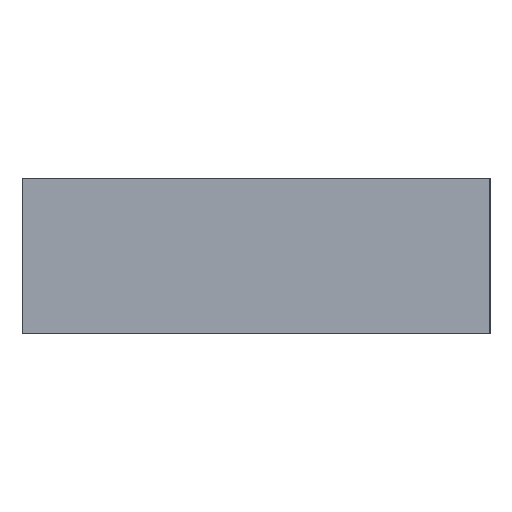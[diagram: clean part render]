
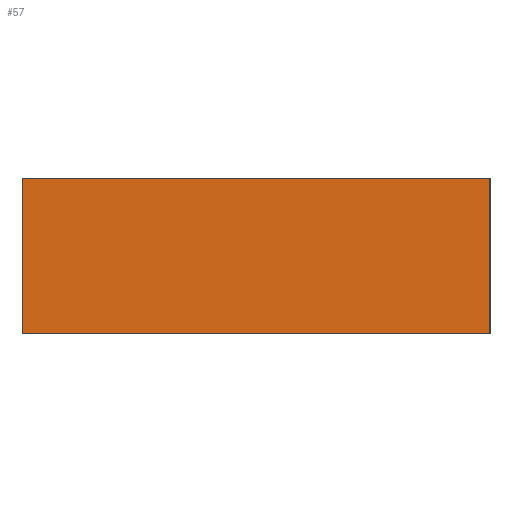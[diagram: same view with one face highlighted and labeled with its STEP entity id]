
A CAD part, left-side view. The second image highlights one B-rep face of the part: STEP entity #57.
In plain terms, the highlighted planar face has unit normal (-1, 0, 0).
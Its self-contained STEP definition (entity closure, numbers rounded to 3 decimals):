
#57=ADVANCED_FACE('',(#497),#498,.T.);
#497=FACE_OUTER_BOUND('',#1409,.T.);
#498=PLANE('',#1410);
#1409=EDGE_LOOP('',(#2404,#2405,#2406,#2407));
#1410=AXIS2_PLACEMENT_3D('',#2408,#2409,#2410);
#2404=ORIENTED_EDGE('',*,*,#5634,.T.);
#2405=ORIENTED_EDGE('',*,*,#5635,.F.);
#2406=ORIENTED_EDGE('',*,*,#5636,.F.);
#2407=ORIENTED_EDGE('',*,*,#5529,.T.);
#2408=CARTESIAN_POINT('',(-16.497,-7.62,-2.527));
#2409=DIRECTION('',(-1.0,0.0,0.0));
#2410=DIRECTION('',(0.0,0.0,1.0));
#5529=EDGE_CURVE('',#6530,#6534,#6536,.T.);
#5634=EDGE_CURVE('',#6534,#6745,#6746,.T.);
#5635=EDGE_CURVE('',#6747,#6745,#6748,.T.);
#5636=EDGE_CURVE('',#6530,#6747,#6749,.T.);
#6530=VERTEX_POINT('',#8162);
#6534=VERTEX_POINT('',#8168);
#6536=LINE('',#8171,#8172);
#6745=VERTEX_POINT('',#8485);
#6746=LINE('',#8486,#8487);
#6747=VERTEX_POINT('',#8488);
#6748=LINE('',#8489,#8490);
#6749=LINE('',#8491,#8492);
#8162=CARTESIAN_POINT('',(-16.497,-7.62,-2.527));
#8168=CARTESIAN_POINT('',(-16.497,-7.62,2.527));
#8171=CARTESIAN_POINT('',(-16.497,-7.62,-2.527));
#8172=VECTOR('',#10796,5.055);
#8485=CARTESIAN_POINT('',(-16.497,7.62,2.527));
#8486=CARTESIAN_POINT('',(-16.497,-7.62,2.527));
#8487=VECTOR('',#10901,15.24);
#8488=CARTESIAN_POINT('',(-16.497,7.62,-2.527));
#8489=CARTESIAN_POINT('',(-16.497,7.62,-2.527));
#8490=VECTOR('',#10902,5.055);
#8491=CARTESIAN_POINT('',(-16.497,-7.62,-2.527));
#8492=VECTOR('',#10903,15.24);
#10796=DIRECTION('',(0.0,0.0,1.0));
#10901=DIRECTION('',(0.0,1.0,0.0));
#10902=DIRECTION('',(0.0,0.0,1.0));
#10903=DIRECTION('',(0.0,1.0,0.0));
